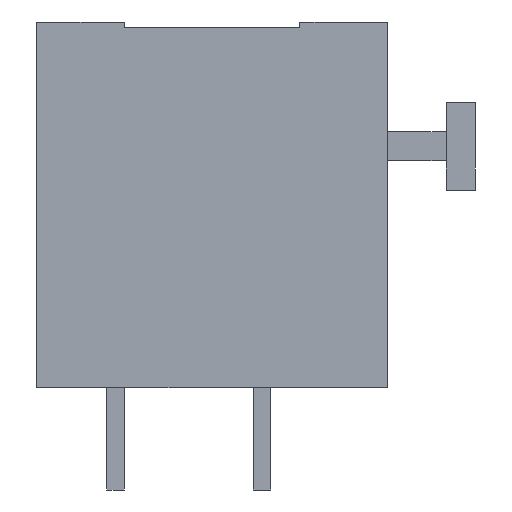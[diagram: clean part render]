
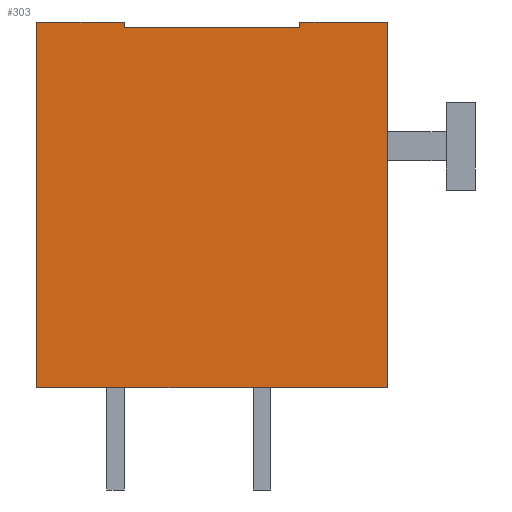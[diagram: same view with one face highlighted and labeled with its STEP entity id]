
A CAD part, front view. The second image highlights one B-rep face of the part: STEP entity #303.
In plain terms, the highlighted planar face has unit normal (0, -1, 0).
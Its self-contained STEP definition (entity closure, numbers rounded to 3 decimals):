
#303=ADVANCED_FACE('',(#514),#515,.F.);
#514=FACE_OUTER_BOUND('',#672,.T.);
#515=PLANE('',#673);
#672=EDGE_LOOP('',(#1054,#1055,#1056,#1057,#1058,#1059,#1060,#1061));
#673=AXIS2_PLACEMENT_3D('',#1062,#1063,#1064);
#1054=ORIENTED_EDGE('',*,*,#1238,.F.);
#1055=ORIENTED_EDGE('',*,*,#1230,.F.);
#1056=ORIENTED_EDGE('',*,*,#1214,.T.);
#1057=ORIENTED_EDGE('',*,*,#1236,.T.);
#1058=ORIENTED_EDGE('',*,*,#1221,.F.);
#1059=ORIENTED_EDGE('',*,*,#1234,.F.);
#1060=ORIENTED_EDGE('',*,*,#1239,.F.);
#1061=ORIENTED_EDGE('',*,*,#1240,.T.);
#1062=CARTESIAN_POINT('',(-25.0,-2.5,20.139));
#1063=DIRECTION('',(0.0,1.0,0.0));
#1064=DIRECTION('',(0.0,0.0,1.0));
#1214=EDGE_CURVE('',#1430,#1428,#1431,.T.);
#1221=EDGE_CURVE('',#1441,#1436,#1443,.T.);
#1230=EDGE_CURVE('',#1430,#1456,#1457,.T.);
#1234=EDGE_CURVE('',#1460,#1441,#1462,.T.);
#1236=EDGE_CURVE('',#1428,#1436,#1464,.T.);
#1238=EDGE_CURVE('',#1456,#1466,#1467,.T.);
#1239=EDGE_CURVE('',#1468,#1460,#1469,.T.);
#1240=EDGE_CURVE('',#1468,#1466,#1470,.T.);
#1428=VERTEX_POINT('',#1742);
#1430=VERTEX_POINT('',#1745);
#1431=LINE('',#1746,#1747);
#1436=VERTEX_POINT('',#1754);
#1441=VERTEX_POINT('',#1761);
#1443=LINE('',#1764,#1765);
#1456=VERTEX_POINT('',#1784);
#1457=LINE('',#1785,#1786);
#1460=VERTEX_POINT('',#1790);
#1462=LINE('',#1793,#1794);
#1464=LINE('',#1796,#1797);
#1466=VERTEX_POINT('',#1799);
#1467=LINE('',#1800,#1801);
#1468=VERTEX_POINT('',#1802);
#1469=LINE('',#1803,#1804);
#1470=LINE('',#1805,#1806);
#1742=CARTESIAN_POINT('',(-25.0,-2.5,7.639));
#1745=CARTESIAN_POINT('',(-25.0,-2.5,20.139));
#1746=CARTESIAN_POINT('',(-25.0,-2.5,20.139));
#1747=VECTOR('',#1905,1.0);
#1754=CARTESIAN_POINT('',(-13.0,-2.5,7.639));
#1761=CARTESIAN_POINT('',(-13.0,-2.5,20.139));
#1764=CARTESIAN_POINT('',(-13.0,-2.5,20.139));
#1765=VECTOR('',#1911,1.0);
#1784=CARTESIAN_POINT('',(-22.0,-2.5,20.139));
#1785=CARTESIAN_POINT('',(-25.0,-2.5,20.139));
#1786=VECTOR('',#1918,1.0);
#1790=CARTESIAN_POINT('',(-16.0,-2.5,20.139));
#1793=CARTESIAN_POINT('',(-25.0,-2.5,20.139));
#1794=VECTOR('',#1921,1.0);
#1796=CARTESIAN_POINT('',(-25.0,-2.5,7.639));
#1797=VECTOR('',#1922,1.0);
#1799=CARTESIAN_POINT('',(-22.0,-2.5,19.939));
#1800=CARTESIAN_POINT('',(-22.0,-2.5,20.139));
#1801=VECTOR('',#1923,1.0);
#1802=CARTESIAN_POINT('',(-16.0,-2.5,19.939));
#1803=CARTESIAN_POINT('',(-16.0,-2.5,20.139));
#1804=VECTOR('',#1924,1.0);
#1805=CARTESIAN_POINT('',(-25.0,-2.5,19.939));
#1806=VECTOR('',#1925,1.0);
#1905=DIRECTION('',(0.0,0.0,-1.0));
#1911=DIRECTION('',(0.0,0.0,-1.0));
#1918=DIRECTION('',(1.0,0.0,0.0));
#1921=DIRECTION('',(1.0,0.0,0.0));
#1922=DIRECTION('',(1.0,0.0,0.0));
#1923=DIRECTION('',(0.0,0.0,-1.0));
#1924=DIRECTION('',(0.0,0.0,1.0));
#1925=DIRECTION('',(-1.0,0.0,0.0));
